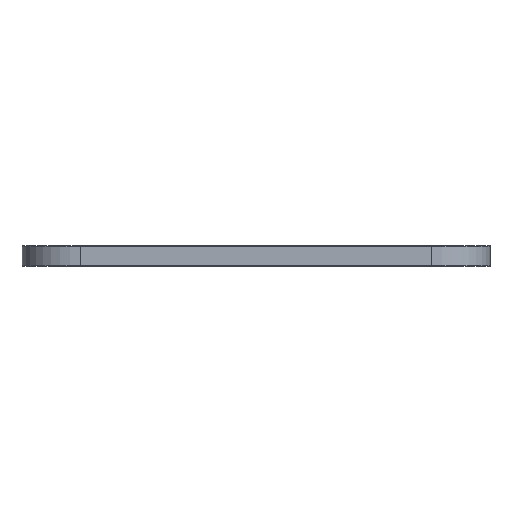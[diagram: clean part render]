
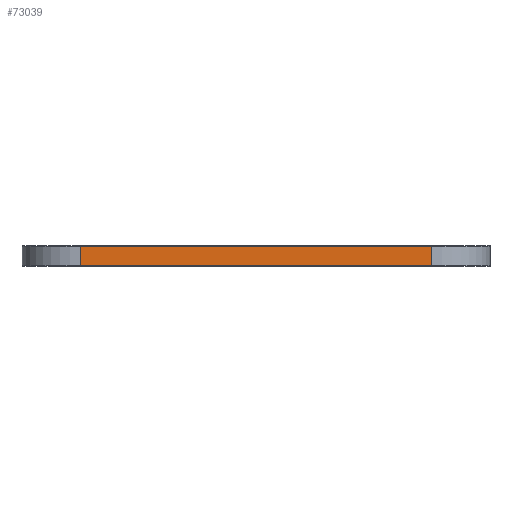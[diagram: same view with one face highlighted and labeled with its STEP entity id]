
A CAD part, left-side view. The second image highlights one B-rep face of the part: STEP entity #73039.
In plain terms, the highlighted planar face has unit normal (-1, 0, 0).
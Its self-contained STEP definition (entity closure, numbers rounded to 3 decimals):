
#72512 = VERTEX_POINT('',#72513);
#72513 = CARTESIAN_POINT('',(-35.75,21.,0.));
#72520 = EDGE_CURVE('',#72521,#72512,#72523,.T.);
#72521 = VERTEX_POINT('',#72522);
#72522 = CARTESIAN_POINT('',(-35.75,3.,0.));
#72523 = LINE('',#72524,#72525);
#72524 = CARTESIAN_POINT('',(-35.75,3.,0.));
#72525 = VECTOR('',#72526,1.);
#72526 = DIRECTION('',(0.,1.,0.));
#72762 = VERTEX_POINT('',#72763);
#72763 = CARTESIAN_POINT('',(-35.75,21.,1.));
#72770 = EDGE_CURVE('',#72771,#72762,#72773,.T.);
#72771 = VERTEX_POINT('',#72772);
#72772 = CARTESIAN_POINT('',(-35.75,3.,1.));
#72773 = LINE('',#72774,#72775);
#72774 = CARTESIAN_POINT('',(-35.75,3.,1.));
#72775 = VECTOR('',#72776,1.);
#72776 = DIRECTION('',(0.,1.,0.));
#73009 = EDGE_CURVE('',#72512,#72762,#73010,.T.);
#73010 = LINE('',#73011,#73012);
#73011 = CARTESIAN_POINT('',(-35.75,21.,0.));
#73012 = VECTOR('',#73013,1.);
#73013 = DIRECTION('',(0.,0.,1.));
#73039 = ADVANCED_FACE('',(#73040),#73051,.T.);
#73040 = FACE_BOUND('',#73041,.T.);
#73041 = EDGE_LOOP('',(#73042,#73048,#73049,#73050));
#73042 = ORIENTED_EDGE('',*,*,#73043,.T.);
#73043 = EDGE_CURVE('',#72521,#72771,#73044,.T.);
#73044 = LINE('',#73045,#73046);
#73045 = CARTESIAN_POINT('',(-35.75,3.,0.));
#73046 = VECTOR('',#73047,1.);
#73047 = DIRECTION('',(0.,0.,1.));
#73048 = ORIENTED_EDGE('',*,*,#72770,.T.);
#73049 = ORIENTED_EDGE('',*,*,#73009,.F.);
#73050 = ORIENTED_EDGE('',*,*,#72520,.F.);
#73051 = PLANE('',#73052);
#73052 = AXIS2_PLACEMENT_3D('',#73053,#73054,#73055);
#73053 = CARTESIAN_POINT('',(-35.75,3.,0.));
#73054 = DIRECTION('',(-1.,0.,0.));
#73055 = DIRECTION('',(0.,1.,0.));
